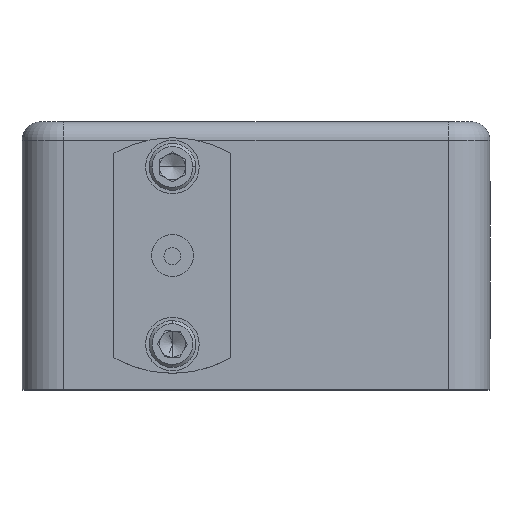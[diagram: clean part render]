
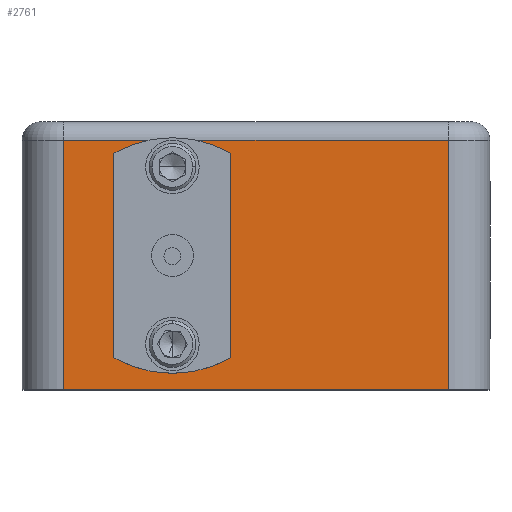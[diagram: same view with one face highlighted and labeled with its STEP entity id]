
A CAD part, top view. The second image highlights one B-rep face of the part: STEP entity #2761.
In plain terms, the highlighted planar face has unit normal (0, 0, 1).
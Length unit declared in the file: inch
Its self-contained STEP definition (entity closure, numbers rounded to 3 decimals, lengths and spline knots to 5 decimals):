
#581 = CARTESIAN_POINT ( 'NONE',  ( -0.09, 0.4, 0. ) ) ;
#596 = CARTESIAN_POINT ( 'NONE',  ( -0.285, 0.665, 0. ) ) ;
#818 = CARTESIAN_POINT ( 'NONE',  ( -0.285, 0.135, 0. ) ) ;
#1001 = CARTESIAN_POINT ( 'NONE',  ( -0.215, 0.665, 0. ) ) ;
#2761 = ADVANCED_FACE ( 'NONE', ( #57393, #57396, #57392, #57395 ), #54387, .F. ) ;
#3026 = CARTESIAN_POINT ( 'NONE',  ( -0.41, 0.4, 0. ) ) ;
#8233 = VERTEX_POINT ( 'NONE', #581 ) ;
#8248 = VERTEX_POINT ( 'NONE', #596 ) ;
#8457 = VERTEX_POINT ( 'NONE', #818 ) ;
#8634 = VERTEX_POINT ( 'NONE', #1001 ) ;
#8913 = VERTEX_POINT ( 'NONE', #3026 ) ;
#10728 = VERTEX_POINT ( 'NONE', #59225 ) ;
#20383 = EDGE_CURVE ( 'NONE', #8913, #8233, #72009, .T. ) ;
#20403 = EDGE_CURVE ( 'NONE', #8248, #8634, #72028, .T. ) ;
#20488 = EDGE_CURVE ( 'NONE', #8457, #83158, #72110, .T. ) ;
#31801 = AXIS2_PLACEMENT_3D ( 'NONE', #37157, #37158, #37159 ) ;
#31813 = AXIS2_PLACEMENT_3D ( 'NONE', #37214, #37215, #37216 ) ;
#31824 = AXIS2_PLACEMENT_3D ( 'NONE', #37282, #37283, #37284 ) ;
#35347 = CARTESIAN_POINT ( 'NONE',  ( -0.215, 0.135, 0. ) ) ;
#36617 = ORIENTED_EDGE ( 'NONE', *, *, #91268, .F. ) ;
#36618 = ORIENTED_EDGE ( 'NONE', *, *, #20488, .F. ) ;
#36619 = ORIENTED_EDGE ( 'NONE', *, *, #91217, .F. ) ;
#36620 = ORIENTED_EDGE ( 'NONE', *, *, #20403, .F. ) ;
#36621 = ORIENTED_EDGE ( 'NONE', *, *, #91240, .F. ) ;
#36622 = ORIENTED_EDGE ( 'NONE', *, *, #20383, .F. ) ;
#36623 = ORIENTED_EDGE ( 'NONE', *, *, #91180, .T. ) ;
#36624 = ORIENTED_EDGE ( 'NONE', *, *, #91189, .T. ) ;
#36625 = ORIENTED_EDGE ( 'NONE', *, *, #91236, .T. ) ;
#36626 = ORIENTED_EDGE ( 'NONE', *, *, #91251, .T. ) ;
#37055 = CARTESIAN_POINT ( 'NONE',  ( 0.575, 0.8, 0. ) ) ;
#37061 = DIRECTION ( 'NONE',  ( 0., 1., 0. ) ) ;
#37080 = CARTESIAN_POINT ( 'NONE',  ( -0.575, 0.745, 0. ) ) ;
#37085 = DIRECTION ( 'NONE',  ( -1., 0., 0. ) ) ;
#37157 = CARTESIAN_POINT ( 'NONE',  ( -0.25, 0.665, 0. ) ) ;
#37158 = DIRECTION ( 'NONE',  ( 0., 0., 1. ) ) ;
#37159 = DIRECTION ( 'NONE',  ( 1., 0., 0. ) ) ;
#37204 = CARTESIAN_POINT ( 'NONE',  ( -0.575, 0.8, 0. ) ) ;
#37205 = DIRECTION ( 'NONE',  ( 0., -1., 0. ) ) ;
#37214 = CARTESIAN_POINT ( 'NONE',  ( -0.25, 0.4, 0. ) ) ;
#37215 = DIRECTION ( 'NONE',  ( 0., 0., 1. ) ) ;
#37216 = DIRECTION ( 'NONE',  ( 1., 0., 0. ) ) ;
#37229 = DIRECTION ( 'NONE',  ( 1., 0., 0. ) ) ;
#37230 = CARTESIAN_POINT ( 'NONE',  ( -0.7, 0., 0. ) ) ;
#37282 = CARTESIAN_POINT ( 'NONE',  ( -0.25, 0.135, 0. ) ) ;
#37283 = DIRECTION ( 'NONE',  ( 0., 0., 1. ) ) ;
#37284 = DIRECTION ( 'NONE',  ( 1., 0., 0. ) ) ;
#37922 = LINE ( 'NONE', #37055, #37931 ) ;
#37931 = VECTOR ( 'NONE', #37061, 39.37008 ) ;
#37939 = LINE ( 'NONE', #37080, #37943 ) ;
#37943 = VECTOR ( 'NONE', #37085, 39.37008 ) ;
#37983 = CIRCLE ( 'NONE', #31801, 0.035 ) ;
#38010 = CIRCLE ( 'NONE', #31813, 0.16 ) ;
#38011 = LINE ( 'NONE', #37204, #38014 ) ;
#38014 = VECTOR ( 'NONE', #37205, 39.37008 ) ;
#38038 = LINE ( 'NONE', #37230, #38040 ) ;
#38040 = VECTOR ( 'NONE', #37229, 39.37008 ) ;
#38049 = CIRCLE ( 'NONE', #31824, 0.035 ) ;
#39464 = VERTEX_POINT ( 'NONE', #60493 ) ;
#43972 = CARTESIAN_POINT ( 'NONE',  ( -0.575, 0.745, 0. ) ) ;
#43974 = CARTESIAN_POINT ( 'NONE',  ( 0.575, 0.745, 0. ) ) ;
#51211 = AXIS2_PLACEMENT_3D ( 'NONE', #61539, #61540, #61541 ) ;
#51219 = AXIS2_PLACEMENT_3D ( 'NONE', #61595, #61596, #61597 ) ;
#51232 = AXIS2_PLACEMENT_3D ( 'NONE', #61759, #61760, #61761 ) ;
#54383 = CARTESIAN_POINT ( 'NONE',  ( -0.7, 0.8, 0. ) ) ;
#54385 = DIRECTION ( 'NONE',  ( 0., 0., -1. ) ) ;
#54387 = PLANE ( 'NONE',  #57569 ) ;
#54390 = DIRECTION ( 'NONE',  ( -1., 0., 0. ) ) ;
#57392 = FACE_BOUND ( 'NONE', #84334, .T. ) ;
#57393 = FACE_BOUND ( 'NONE', #83843, .T. ) ;
#57395 = FACE_OUTER_BOUND ( 'NONE', #83664, .T. ) ;
#57396 = FACE_BOUND ( 'NONE', #84335, .T. ) ;
#57569 = AXIS2_PLACEMENT_3D ( 'NONE', #54383, #54385, #54390 ) ;
#59225 = CARTESIAN_POINT ( 'NONE',  ( -0.575, 0., 0. ) ) ;
#60493 = CARTESIAN_POINT ( 'NONE',  ( 0.575, 0., 0. ) ) ;
#61539 = CARTESIAN_POINT ( 'NONE',  ( -0.25, 0.4, 0. ) ) ;
#61540 = DIRECTION ( 'NONE',  ( 0., 0., 1. ) ) ;
#61541 = DIRECTION ( 'NONE',  ( 1., 0., 0. ) ) ;
#61595 = CARTESIAN_POINT ( 'NONE',  ( -0.25, 0.665, 0. ) ) ;
#61596 = DIRECTION ( 'NONE',  ( 0., 0., 1. ) ) ;
#61597 = DIRECTION ( 'NONE',  ( 1., 0., 0. ) ) ;
#61759 = CARTESIAN_POINT ( 'NONE',  ( -0.25, 0.135, 0. ) ) ;
#61760 = DIRECTION ( 'NONE',  ( 0., 0., 1. ) ) ;
#61761 = DIRECTION ( 'NONE',  ( 1., 0., 0. ) ) ;
#62123 = VERTEX_POINT ( 'NONE', #43972 ) ;
#72009 = CIRCLE ( 'NONE', #51211, 0.16 ) ;
#72028 = CIRCLE ( 'NONE', #51219, 0.035 ) ;
#72110 = CIRCLE ( 'NONE', #51232, 0.035 ) ;
#72578 = VERTEX_POINT ( 'NONE', #43974 ) ;
#83158 = VERTEX_POINT ( 'NONE', #35347 ) ;
#83664 = EDGE_LOOP ( 'NONE', ( #36623, #36624, #36625, #36626 ) ) ;
#83843 = EDGE_LOOP ( 'NONE', ( #36617, #36618 ) ) ;
#84334 = EDGE_LOOP ( 'NONE', ( #36621, #36622 ) ) ;
#84335 = EDGE_LOOP ( 'NONE', ( #36619, #36620 ) ) ;
#91180 = EDGE_CURVE ( 'NONE', #39464, #72578, #37922, .T. ) ;
#91189 = EDGE_CURVE ( 'NONE', #72578, #62123, #37939, .T. ) ;
#91217 = EDGE_CURVE ( 'NONE', #8634, #8248, #37983, .T. ) ;
#91236 = EDGE_CURVE ( 'NONE', #62123, #10728, #38011, .T. ) ;
#91240 = EDGE_CURVE ( 'NONE', #8233, #8913, #38010, .T. ) ;
#91251 = EDGE_CURVE ( 'NONE', #10728, #39464, #38038, .T. ) ;
#91268 = EDGE_CURVE ( 'NONE', #83158, #8457, #38049, .T. ) ;
